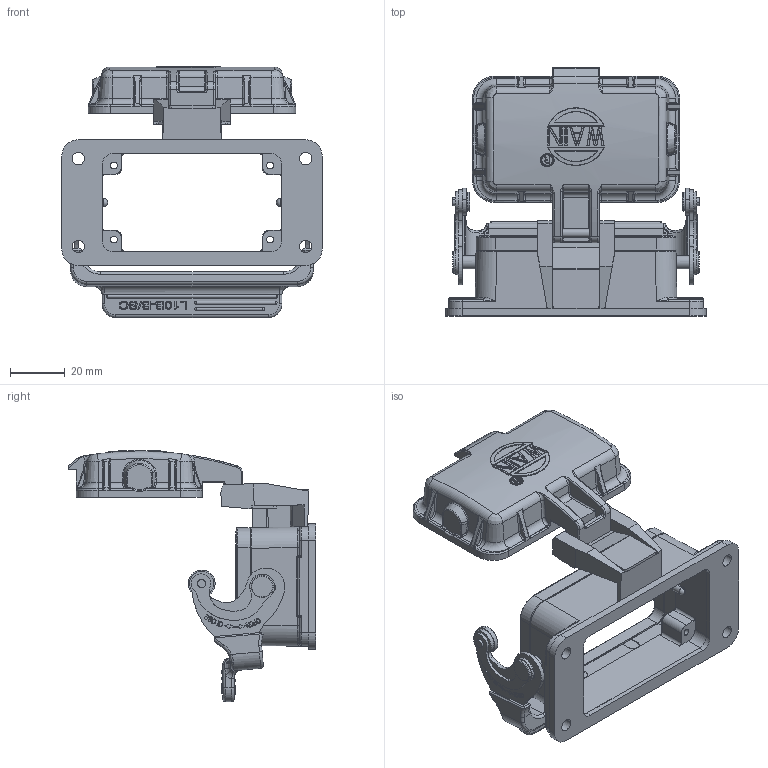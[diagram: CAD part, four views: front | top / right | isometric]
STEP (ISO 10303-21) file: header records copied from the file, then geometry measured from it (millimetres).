
FILE_DESCRIPTION((''),'2;1');
FILE_NAME('0','2017-09-25T',('dm.li'),(''),'PRO/ENGINEER BY PARAMETRIC TECHNOLOGY CORPORATION, 2012480','PRO/ENGINEER BY PARAMETRIC TECHNOLOGY CORPORATION, 2012480','');
FILE_SCHEMA(('AUTOMOTIVE_DESIGN { 1 0 10303 214 1 1 1 1 }'));
Products named in the file (1): 0
Bounding box: 95 x 90.37 x 91.67 mm (x, y, z)
Volume: 65124.1 mm3; surface area: 46756.1 mm2
Topology: 2 solids, 16 shells, 2088 faces, 5387 edges, 3394 vertices
Faces by surface type: plane 734, cylinder 553, extrusion 304, bspline 246, torus 171, cone 52, sphere 28
Entity records: 80192 total; most frequent: CARTESIAN_POINT 29269, ORIENTED_EDGE 10714, DIRECTION 8438, EDGE_CURVE 5357, VERTEX_POINT 3394, VECTOR 2840, AXIS2_PLACEMENT_3D 2799, LINE 2536
